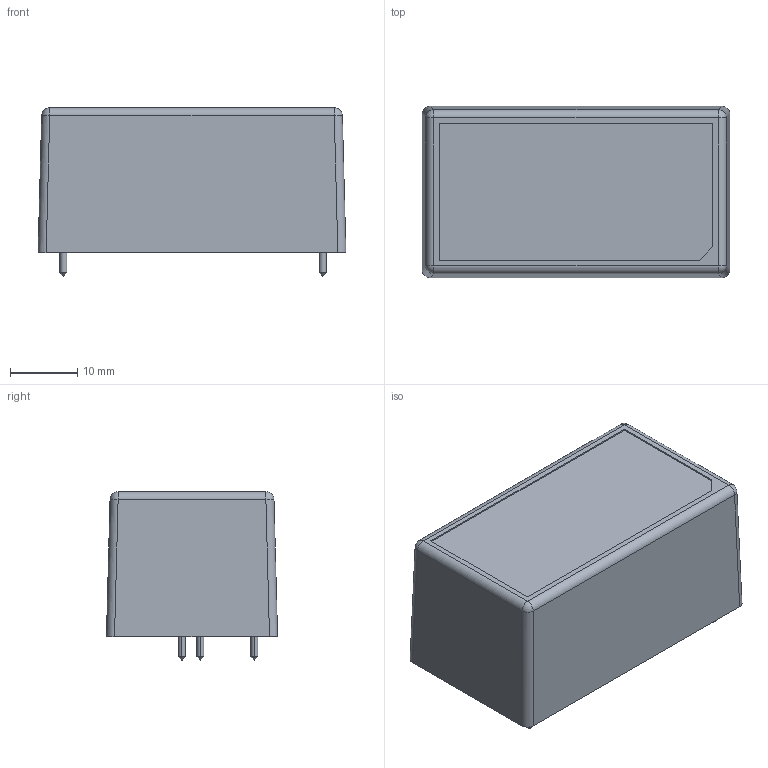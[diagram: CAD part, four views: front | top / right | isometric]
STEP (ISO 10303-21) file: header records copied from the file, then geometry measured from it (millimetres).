
FILE_DESCRIPTION(('Creo Elements/Direct Modeling STEP Export'),'2;1');
FILE_NAME('IRM-05.stp','2019-04-11T11:36:26',(''),(''),'PTC Creo Elements/Direct Modeling STEP processor for AP214 (Solid Model)','PTC Creo Elements/Direct Modeling 19.0A 04-Oct-2014 (C) Parametric Technology GmbH','');
FILE_SCHEMA(('AUTOMOTIVE_DESIGN { 1 0 10303 214 1 1 1 1 }'));
Length unit declared in the file: millimetre
Products named in the file (6): pin.2; PcB; a1; U\.1; MVQ-45H_____G_20130806_; a2
Assembly tree (8 placements, depth 3):
  a2
    MVQ-45H_____G_20130806_
    U\.1
    a1
      PcB
      pin.2  x4
Bounding box: 45.7 x 25.4 x 25 mm (x, y, z)
Volume: 6522 mm3; surface area: 12308.4 mm2
Topology: 7 solids, 7 shells, 261 faces, 654 edges, 414 vertices
Faces by surface type: plane 122, cylinder 73, bspline 38, cone 16, sphere 8, extrusion 4
Entity records: 11751 total; most frequent: CARTESIAN_POINT 6487, ORIENTED_EDGE 1160, DIRECTION 918, EDGE_CURVE 580, VERTEX_POINT 372, VECTOR 344, LINE 340, AXIS2_PLACEMENT_3D 287
